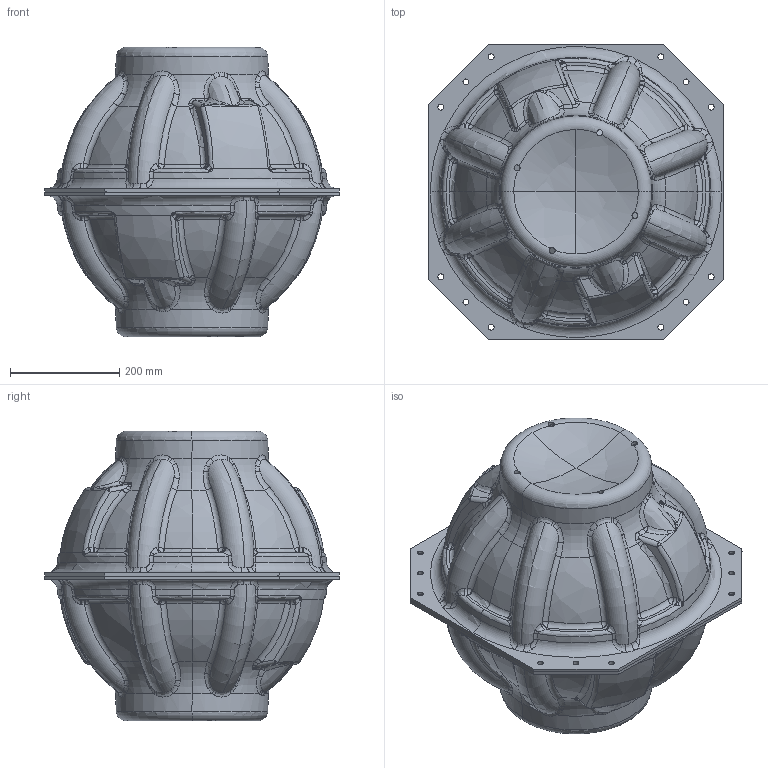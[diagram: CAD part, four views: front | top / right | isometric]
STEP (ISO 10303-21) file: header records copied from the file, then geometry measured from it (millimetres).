
FILE_DESCRIPTION(('CATIA V5 STEP Exchange'),'2;1');
FILE_NAME('Schutzschale 17''''Schutzschale_17''''.stp','2013-11-07T12:07:50+00:00',('none'),('none'),'CATIA Version 5 Release 19 SP 9 (IN-10)','CATIA V5 STEP AP214','none');
FILE_SCHEMA(('AUTOMOTIVE_DESIGN { 1 0 10303 214 1 1 1 1 }'));
Length unit declared in the file: millimetre
Products named in the file (3): Schutzschale_17''; Glaskugel 17''; Schutzschale_17"_1
Assembly tree (2 placements, depth 2):
  Schutzschale_17''
    Schutzschale_17"_1  x2
  Glaskugel 17''
Bounding box: 540 x 540 x 530.31 mm (x, y, z)
Volume: 49615827.8 mm3; surface area: 2682529.3 mm2
Topology: 3 solids, 3 shells, 1504 faces, 4392 edges, 2782 vertices
Faces by surface type: bspline 758, torus 310, sphere 240, cylinder 96, plane 92, cone 8
Entity records: 49951 total; most frequent: CARTESIAN_POINT 34745, ORIENTED_EDGE 4294, EDGE_CURVE 2147, B_SPLINE_CURVE_WITH_KNOTS 1635, VERTEX_POINT 1392, DIRECTION 1252, EDGE_LOOP 779, AXIS2_PLACEMENT_3D 777
